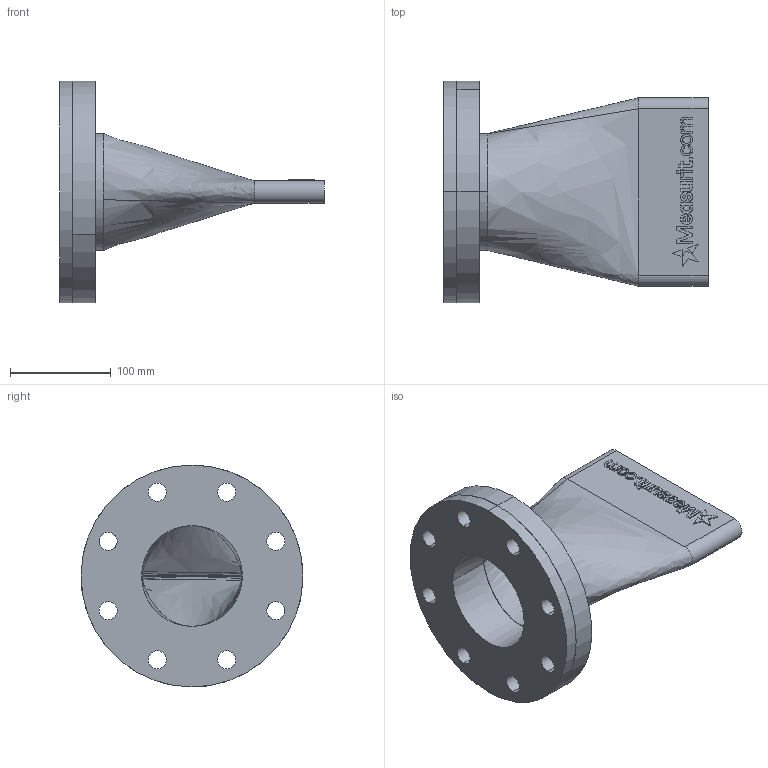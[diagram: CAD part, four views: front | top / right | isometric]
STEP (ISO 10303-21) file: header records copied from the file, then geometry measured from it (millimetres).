
FILE_DESCRIPTION (( 'STEP AP214' ), '1' );
FILE_NAME ('CF-DBF-G3-S0100-NN-316-F.STEP', '2023-02-13T14:24:10', ( '' ), ( '' ), 'SwSTEP 2.0', 'SolidWorks 2022', '' );
FILE_SCHEMA (( 'AUTOMOTIVE_DESIGN' ));
Length unit declared in the file: millimetre
Products named in the file (3): CF-DBF-G3-S0100-NN-316-F; Split ring 100
Assembly tree (2 placements, depth 2):
  CF-DBF-G3-S0100-NN-316-F
    CF-DBF-G3-S0100-NN-316-F
    Split ring 100
Bounding box: 262 x 220 x 220 mm (x, y, z)
Volume: 1648034.9 mm3; surface area: 333705.8 mm2
Topology: 2 solids, 2 shells, 552 faces, 1919 edges, 1383 vertices
Faces by surface type: plane 497, cylinder 43, bspline 12
Entity records: 29018 total; most frequent: CARTESIAN_POINT 6679, ORIENTED_EDGE 3838, DIRECTION 3095, EDGE_CURVE 1919, LINE 1793, VECTOR 1793, VERTEX_POINT 1383, AXIS2_PLACEMENT_3D 651
